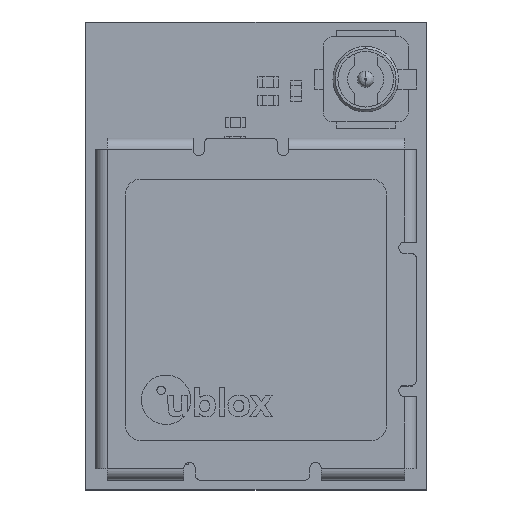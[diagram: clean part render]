
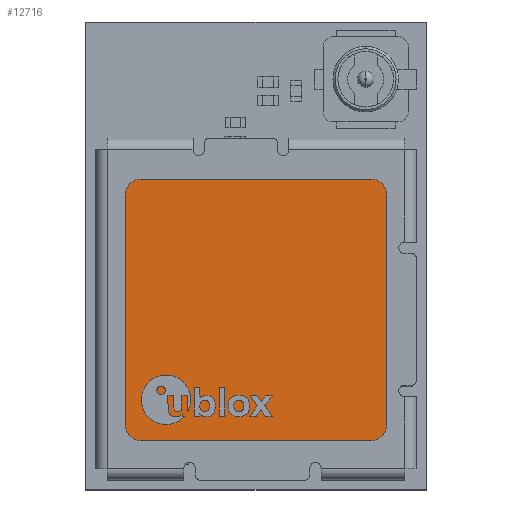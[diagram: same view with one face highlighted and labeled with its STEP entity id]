
A CAD part, top view. The second image highlights one B-rep face of the part: STEP entity #12716.
In plain terms, the highlighted planar face has unit normal (0, 0, 1).
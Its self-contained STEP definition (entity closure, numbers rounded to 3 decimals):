
#12560 = EDGE_CURVE('',#12561,#12563,#12565,.T.);
#12561 = VERTEX_POINT('',#12562);
#12562 = CARTESIAN_POINT('',(4.,-3.5,0.1));
#12563 = VERTEX_POINT('',#12564);
#12564 = CARTESIAN_POINT('',(4.,3.5,0.1));
#12565 = LINE('',#12566,#12567);
#12566 = CARTESIAN_POINT('',(4.,4.,0.1));
#12567 = VECTOR('',#12568,1.);
#12568 = DIRECTION('',(0.,1.,-0.));
#12611 = VERTEX_POINT('',#12612);
#12612 = CARTESIAN_POINT('',(-3.5,4.,0.1));
#12618 = EDGE_CURVE('',#12619,#12611,#12621,.T.);
#12619 = VERTEX_POINT('',#12620);
#12620 = CARTESIAN_POINT('',(3.5,4.,0.1));
#12621 = LINE('',#12622,#12623);
#12622 = CARTESIAN_POINT('',(-4.,4.,0.1));
#12623 = VECTOR('',#12624,1.);
#12624 = DIRECTION('',(-1.,-0.,-0.));
#12651 = VERTEX_POINT('',#12652);
#12652 = CARTESIAN_POINT('',(-4.,-3.5,0.1));
#12658 = EDGE_CURVE('',#12659,#12651,#12661,.T.);
#12659 = VERTEX_POINT('',#12660);
#12660 = CARTESIAN_POINT('',(-4.,3.5,0.1));
#12661 = LINE('',#12662,#12663);
#12662 = CARTESIAN_POINT('',(-4.,4.,0.1));
#12663 = VECTOR('',#12664,1.);
#12664 = DIRECTION('',(0.,-1.,0.));
#12680 = EDGE_CURVE('',#12681,#12683,#12685,.T.);
#12681 = VERTEX_POINT('',#12682);
#12682 = CARTESIAN_POINT('',(-3.5,-4.,0.1));
#12683 = VERTEX_POINT('',#12684);
#12684 = CARTESIAN_POINT('',(3.5,-4.,0.1));
#12685 = LINE('',#12686,#12687);
#12686 = CARTESIAN_POINT('',(-4.,-4.,0.1));
#12687 = VECTOR('',#12688,1.);
#12688 = DIRECTION('',(1.,0.,0.));
#12716 = ADVANCED_FACE('',(#12717),#12751,.T.);
#12717 = FACE_BOUND('',#12718,.T.);
#12718 = EDGE_LOOP('',(#12719,#12720,#12727,#12728,#12735,#12736,#12743,
    #12744));
#12719 = ORIENTED_EDGE('',*,*,#12658,.T.);
#12720 = ORIENTED_EDGE('',*,*,#12721,.T.);
#12721 = EDGE_CURVE('',#12651,#12681,#12722,.T.);
#12722 = CIRCLE('',#12723,0.5);
#12723 = AXIS2_PLACEMENT_3D('',#12724,#12725,#12726);
#12724 = CARTESIAN_POINT('',(-3.5,-3.5,0.1));
#12725 = DIRECTION('',(-0.,0.,1.));
#12726 = DIRECTION('',(1.,0.,0.));
#12727 = ORIENTED_EDGE('',*,*,#12680,.T.);
#12728 = ORIENTED_EDGE('',*,*,#12729,.T.);
#12729 = EDGE_CURVE('',#12683,#12561,#12730,.T.);
#12730 = CIRCLE('',#12731,0.5);
#12731 = AXIS2_PLACEMENT_3D('',#12732,#12733,#12734);
#12732 = CARTESIAN_POINT('',(3.5,-3.5,0.1));
#12733 = DIRECTION('',(-0.,0.,1.));
#12734 = DIRECTION('',(1.,0.,0.));
#12735 = ORIENTED_EDGE('',*,*,#12560,.T.);
#12736 = ORIENTED_EDGE('',*,*,#12737,.T.);
#12737 = EDGE_CURVE('',#12563,#12619,#12738,.T.);
#12738 = CIRCLE('',#12739,0.5);
#12739 = AXIS2_PLACEMENT_3D('',#12740,#12741,#12742);
#12740 = CARTESIAN_POINT('',(3.5,3.5,0.1));
#12741 = DIRECTION('',(-0.,0.,1.));
#12742 = DIRECTION('',(1.,0.,0.));
#12743 = ORIENTED_EDGE('',*,*,#12618,.T.);
#12744 = ORIENTED_EDGE('',*,*,#12745,.T.);
#12745 = EDGE_CURVE('',#12611,#12659,#12746,.T.);
#12746 = CIRCLE('',#12747,0.5);
#12747 = AXIS2_PLACEMENT_3D('',#12748,#12749,#12750);
#12748 = CARTESIAN_POINT('',(-3.5,3.5,0.1));
#12749 = DIRECTION('',(-0.,0.,1.));
#12750 = DIRECTION('',(1.,0.,0.));
#12751 = PLANE('',#12752);
#12752 = AXIS2_PLACEMENT_3D('',#12753,#12754,#12755);
#12753 = CARTESIAN_POINT('',(0.,0.,0.1));
#12754 = DIRECTION('',(-0.,0.,1.));
#12755 = DIRECTION('',(1.,0.,0.));
